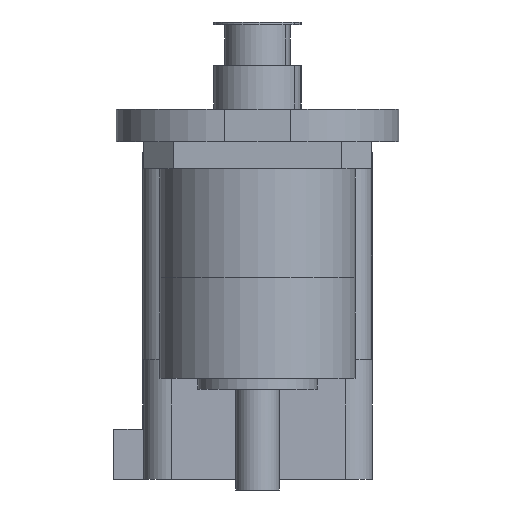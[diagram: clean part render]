
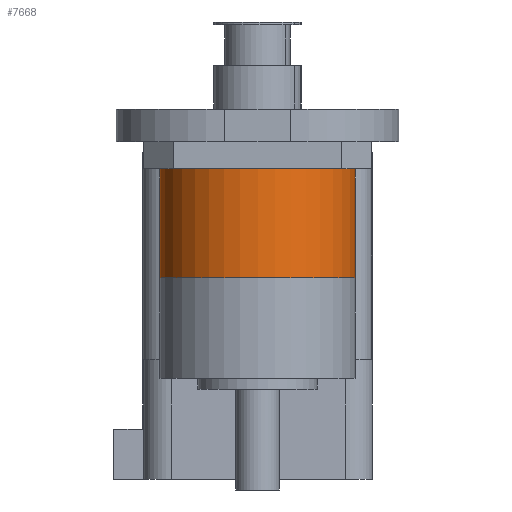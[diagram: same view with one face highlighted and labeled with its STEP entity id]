
A CAD part, left-side view. The second image highlights one B-rep face of the part: STEP entity #7668.
In plain terms, the highlighted cylindrical face has radius 18 mm (diameter 36 mm), a partial arc.
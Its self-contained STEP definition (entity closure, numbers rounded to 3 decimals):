
#247 = AXIS2_PLACEMENT_3D ( 'NONE', #6829, #1251, #5599 ) ;
#486 = EDGE_LOOP ( 'NONE', ( #3578, #6736, #5865, #5319 ) ) ;
#745 = VERTEX_POINT ( 'NONE', #2435 ) ;
#756 = DIRECTION ( 'NONE',  ( 0., -1., 0. ) ) ;
#792 = CARTESIAN_POINT ( 'NONE',  ( 0., 5., 18. ) ) ;
#1207 = DIRECTION ( 'NONE',  ( 0., 1., 0. ) ) ;
#1251 = DIRECTION ( 'NONE',  ( 0., 1., 0. ) ) ;
#1409 = CARTESIAN_POINT ( 'NONE',  ( 0., 43.5, 18. ) ) ;
#1607 = CARTESIAN_POINT ( 'NONE',  ( 0., 43.5, 0. ) ) ;
#2332 = AXIS2_PLACEMENT_3D ( 'NONE', #1607, #5314, #6458 ) ;
#2412 = CIRCLE ( 'NONE', #3960, 18. ) ;
#2435 = CARTESIAN_POINT ( 'NONE',  ( 0., 5., -18. ) ) ;
#2652 = CARTESIAN_POINT ( 'NONE',  ( 0., 25., -18. ) ) ;
#2706 = DIRECTION ( 'NONE',  ( 0., -1., 0. ) ) ;
#2938 = CARTESIAN_POINT ( 'NONE',  ( 0., 25., 0. ) ) ;
#3259 = EDGE_CURVE ( 'NONE', #3847, #3590, #6293, .T. ) ;
#3578 = ORIENTED_EDGE ( 'NONE', *, *, #6772, .F. ) ;
#3590 = VERTEX_POINT ( 'NONE', #792 ) ;
#3664 = DIRECTION ( 'NONE',  ( 0., 0., 1. ) ) ;
#3704 = CARTESIAN_POINT ( 'NONE',  ( 0., 25., 18. ) ) ;
#3847 = VERTEX_POINT ( 'NONE', #3704 ) ;
#3875 = FACE_OUTER_BOUND ( 'NONE', #486, .T. ) ;
#3960 = AXIS2_PLACEMENT_3D ( 'NONE', #2938, #1207, #3664 ) ;
#4000 = VERTEX_POINT ( 'NONE', #2652 ) ;
#4573 = VECTOR ( 'NONE', #756, 1000. ) ;
#5063 = VECTOR ( 'NONE', #2706, 1000. ) ;
#5153 = CYLINDRICAL_SURFACE ( 'NONE', #2332, 18. ) ;
#5257 = EDGE_CURVE ( 'NONE', #3590, #745, #6742, .T. ) ;
#5314 = DIRECTION ( 'NONE',  ( 0., -1., 0. ) ) ;
#5319 = ORIENTED_EDGE ( 'NONE', *, *, #7632, .F. ) ;
#5599 = DIRECTION ( 'NONE',  ( 0., 0., 1. ) ) ;
#5682 = LINE ( 'NONE', #7586, #5063 ) ;
#5865 = ORIENTED_EDGE ( 'NONE', *, *, #5257, .T. ) ;
#6293 = LINE ( 'NONE', #1409, #4573 ) ;
#6458 = DIRECTION ( 'NONE',  ( 0., 0., -1. ) ) ;
#6736 = ORIENTED_EDGE ( 'NONE', *, *, #3259, .T. ) ;
#6742 = CIRCLE ( 'NONE', #247, 18. ) ;
#6772 = EDGE_CURVE ( 'NONE', #3847, #4000, #2412, .T. ) ;
#6829 = CARTESIAN_POINT ( 'NONE',  ( 0., 5., 0. ) ) ;
#7586 = CARTESIAN_POINT ( 'NONE',  ( 0., 43.5, -18. ) ) ;
#7632 = EDGE_CURVE ( 'NONE', #4000, #745, #5682, .T. ) ;
#7668 = ADVANCED_FACE ( 'NONE', ( #3875 ), #5153, .T. ) ;
